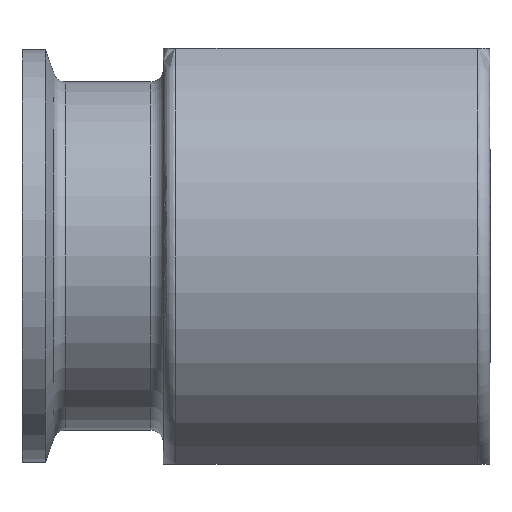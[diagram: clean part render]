
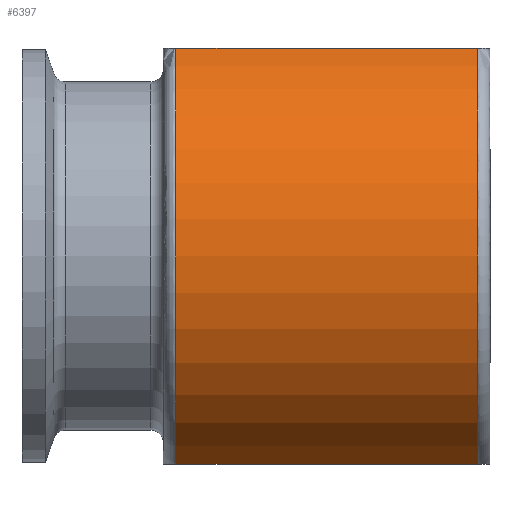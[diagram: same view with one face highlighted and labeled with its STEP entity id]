
A CAD part, front view. The second image highlights one B-rep face of the part: STEP entity #6397.
In plain terms, the highlighted cylindrical face has radius 27.94 mm (diameter 55.88 mm), a partial arc.
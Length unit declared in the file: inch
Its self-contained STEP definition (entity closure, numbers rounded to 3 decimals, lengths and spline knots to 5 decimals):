
#743=FACE_OUTER_BOUND('',#1132,.T.);
#1132=EDGE_LOOP('',(#5944,#5945,#5946,#5947));
#1310=CIRCLE('',#6752,1.1);
#1312=CIRCLE('',#6756,1.1);
#1760=LINE('',#13980,#2191);
#1762=LINE('',#14011,#2193);
#2191=VECTOR('',#7879,1.45);
#2193=VECTOR('',#7883,1.45);
#3136=VERTEX_POINT('',#13925);
#3140=VERTEX_POINT('',#13967);
#3143=VERTEX_POINT('',#13997);
#3144=VERTEX_POINT('',#14010);
#4078=EDGE_CURVE('',#3136,#3140,#1760,.T.);
#4082=EDGE_CURVE('',#3144,#3143,#1762,.T.);
#4087=EDGE_CURVE('',#3136,#3143,#1310,.T.);
#4089=EDGE_CURVE('',#3144,#3140,#1312,.T.);
#5944=ORIENTED_EDGE('',*,*,#4078,.T.);
#5945=ORIENTED_EDGE('',*,*,#4089,.F.);
#5946=ORIENTED_EDGE('',*,*,#4082,.T.);
#5947=ORIENTED_EDGE('',*,*,#4087,.F.);
#6032=CYLINDRICAL_SURFACE('',#6755,1.1);
#6397=ADVANCED_FACE('',(#743),#6032,.T.);
#6752=AXIS2_PLACEMENT_3D('',#14042,#7891,#7892);
#6755=AXIS2_PLACEMENT_3D('',#14045,#7897,#7898);
#6756=AXIS2_PLACEMENT_3D('',#14046,#7899,#7900);
#7879=DIRECTION('',(-1.,0.,0.));
#7883=DIRECTION('',(1.,0.,0.));
#7891=DIRECTION('center_axis',(1.,0.,0.));
#7892=DIRECTION('ref_axis',(0.,-1.,0.));
#7897=DIRECTION('center_axis',(1.,0.,0.));
#7898=DIRECTION('ref_axis',(0.,1.,0.));
#7899=DIRECTION('center_axis',(-1.,0.,0.));
#7900=DIRECTION('ref_axis',(0.,-1.,0.));
#13925=CARTESIAN_POINT('',(2.19,-0.45826,1.));
#13967=CARTESIAN_POINT('',(0.74,-0.45826,1.));
#13980=CARTESIAN_POINT('',(1.465,-0.45826,1.));
#13997=CARTESIAN_POINT('',(2.19,-0.45826,-1.));
#14010=CARTESIAN_POINT('',(0.74,-0.45826,-1.));
#14011=CARTESIAN_POINT('',(1.465,-0.45826,-1.));
#14042=CARTESIAN_POINT('Origin',(2.19,0.,0.));
#14045=CARTESIAN_POINT('Origin',(1.465,0.,0.));
#14046=CARTESIAN_POINT('Origin',(0.74,0.,0.));
